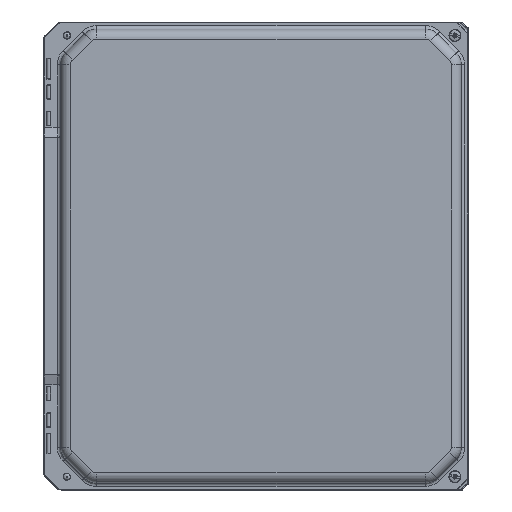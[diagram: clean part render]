
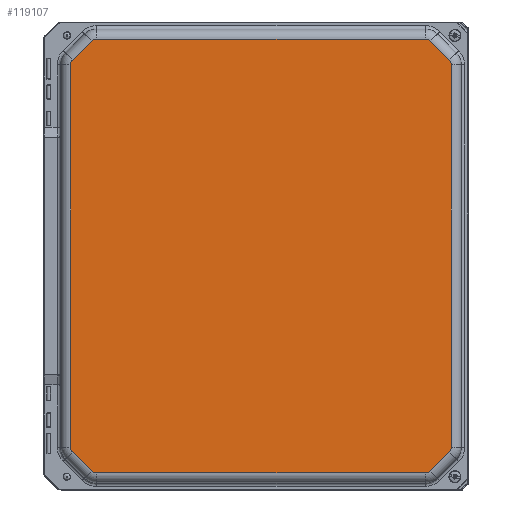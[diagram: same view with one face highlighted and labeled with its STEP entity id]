
A CAD part, top view. The second image highlights one B-rep face of the part: STEP entity #119107.
In plain terms, the highlighted planar face has unit normal (0, 0, 1).
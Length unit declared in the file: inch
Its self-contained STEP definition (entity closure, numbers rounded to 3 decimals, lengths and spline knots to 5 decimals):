
#96 = VECTOR ( 'NONE', #109522, 39.37008 ) ;
#865 = DIRECTION ( 'NONE',  ( 0., -1., 0. ) ) ;
#1439 = CARTESIAN_POINT ( 'NONE',  ( -7.0805, -7.36815, 8.34117 ) ) ;
#3727 = AXIS2_PLACEMENT_3D ( 'NONE', #81858, #110328, #100693 ) ;
#4153 = CARTESIAN_POINT ( 'NONE',  ( 7.07551, 7.35698, 8.34117 ) ) ;
#4158 = CARTESIAN_POINT ( 'NONE',  ( -6.36406, 8.07342, 8.34117 ) ) ;
#4383 = CARTESIAN_POINT ( 'NONE',  ( 6.896, -7.18865, 8.34117 ) ) ;
#4458 = CIRCLE ( 'NONE', #55288, 0.25386 ) ;
#4823 = CIRCLE ( 'NONE', #41497, 0.25386 ) ;
#5025 = CARTESIAN_POINT ( 'NONE',  ( -7.0805, 7.35698, 8.34117 ) ) ;
#5659 = CIRCLE ( 'NONE', #30283, 0.25386 ) ;
#5760 = PLANE ( 'NONE',  #61379 ) ;
#5869 = DIRECTION ( 'NONE',  ( 0., 0., 1. ) ) ;
#6521 = EDGE_CURVE ( 'NONE', #61618, #99971, #85067, .T. ) ;
#7191 = AXIS2_PLACEMENT_3D ( 'NONE', #10398, #106355, #106764 ) ;
#7278 = EDGE_CURVE ( 'NONE', #74096, #61618, #54801, .T. ) ;
#7727 = EDGE_CURVE ( 'NONE', #109580, #23524, #111466, .T. ) ;
#7958 = LINE ( 'NONE', #8041, #13890 ) ;
#8041 = CARTESIAN_POINT ( 'NONE',  ( 7.07551, 7.35698, 8.34117 ) ) ;
#10398 = CARTESIAN_POINT ( 'NONE',  ( 6.17956, 7.89391, 8.34117 ) ) ;
#10645 = DIRECTION ( 'NONE',  ( 0., -1., 0. ) ) ;
#10873 = CARTESIAN_POINT ( 'NONE',  ( 6.17956, -7.90509, 8.34117 ) ) ;
#12279 = AXIS2_PLACEMENT_3D ( 'NONE', #121210, #102005, #53820 ) ;
#12317 = DIRECTION ( 'NONE',  ( 1., 0., 0. ) ) ;
#13890 = VECTOR ( 'NONE', #83856, 39.37008 ) ;
#15579 = VERTEX_POINT ( 'NONE', #4158 ) ;
#16488 = CARTESIAN_POINT ( 'NONE',  ( 7.07551, -7.36815, 8.34117 ) ) ;
#17948 = LINE ( 'NONE', #40952, #86909 ) ;
#18047 = EDGE_CURVE ( 'NONE', #68439, #121529, #7958, .T. ) ;
#20495 = ORIENTED_EDGE ( 'NONE', *, *, #77375, .T. ) ;
#22795 = VERTEX_POINT ( 'NONE', #80359 ) ;
#23524 = VERTEX_POINT ( 'NONE', #25643 ) ;
#24180 = VECTOR ( 'NONE', #60505, 39.37008 ) ;
#25643 = CARTESIAN_POINT ( 'NONE',  ( 6.17956, -8.15894, 8.34117 ) ) ;
#30283 = AXIS2_PLACEMENT_3D ( 'NONE', #10873, #97185, #865 ) ;
#30425 = VERTEX_POINT ( 'NONE', #91184 ) ;
#30799 = ORIENTED_EDGE ( 'NONE', *, *, #116263, .T. ) ;
#31548 = ORIENTED_EDGE ( 'NONE', *, *, #6521, .T. ) ;
#32238 = CIRCLE ( 'NONE', #12279, 0.25386 ) ;
#32336 = EDGE_CURVE ( 'NONE', #99971, #60679, #76629, .T. ) ;
#34104 = CARTESIAN_POINT ( 'NONE',  ( -6.36406, 8.07342, 8.34117 ) ) ;
#34866 = CARTESIAN_POINT ( 'NONE',  ( -6.901, -7.18865, 8.34117 ) ) ;
#35183 = DIRECTION ( 'NONE',  ( 0., -1., 0. ) ) ;
#38170 = CARTESIAN_POINT ( 'NONE',  ( 6.35907, 8.07342, 8.34117 ) ) ;
#39365 = ORIENTED_EDGE ( 'NONE', *, *, #32336, .T. ) ;
#40952 = CARTESIAN_POINT ( 'NONE',  ( 6.35907, -8.08459, 8.34117 ) ) ;
#41397 = ORIENTED_EDGE ( 'NONE', *, *, #88774, .T. ) ;
#41497 = AXIS2_PLACEMENT_3D ( 'NONE', #4383, #70203, #12317 ) ;
#41871 = EDGE_CURVE ( 'NONE', #22795, #68439, #75907, .T. ) ;
#43127 = VERTEX_POINT ( 'NONE', #5025 ) ;
#43439 = FACE_OUTER_BOUND ( 'NONE', #90858, .T. ) ;
#44762 = CARTESIAN_POINT ( 'NONE',  ( -6.18456, -8.15894, 8.34117 ) ) ;
#45441 = DIRECTION ( 'NONE',  ( -0.707, -0.707, 0. ) ) ;
#48675 = ORIENTED_EDGE ( 'NONE', *, *, #7727, .T. ) ;
#49247 = CIRCLE ( 'NONE', #7191, 0.25386 ) ;
#49511 = ORIENTED_EDGE ( 'NONE', *, *, #69985, .T. ) ;
#52877 = CARTESIAN_POINT ( 'NONE',  ( 7.14986, -7.18865, 8.34117 ) ) ;
#52944 = VECTOR ( 'NONE', #95937, 39.37008 ) ;
#52992 = CIRCLE ( 'NONE', #3727, 0.25386 ) ;
#53600 = CARTESIAN_POINT ( 'NONE',  ( -6.901, 7.17747, 8.34117 ) ) ;
#53820 = DIRECTION ( 'NONE',  ( 0., -1., 0. ) ) ;
#54144 = DIRECTION ( 'NONE',  ( 1., 0., 0. ) ) ;
#54582 = EDGE_CURVE ( 'NONE', #60044, #118267, #17948, .T. ) ;
#54685 = DIRECTION ( 'NONE',  ( 1., 0., 0. ) ) ;
#54801 = LINE ( 'NONE', #86057, #101166 ) ;
#55288 = AXIS2_PLACEMENT_3D ( 'NONE', #53600, #5869, #35183 ) ;
#55312 = ORIENTED_EDGE ( 'NONE', *, *, #18047, .T. ) ;
#56361 = ORIENTED_EDGE ( 'NONE', *, *, #109259, .T. ) ;
#60044 = VERTEX_POINT ( 'NONE', #82825 ) ;
#60342 = AXIS2_PLACEMENT_3D ( 'NONE', #34866, #92284, #54144 ) ;
#60505 = DIRECTION ( 'NONE',  ( -1., 0., 0. ) ) ;
#60679 = VERTEX_POINT ( 'NONE', #114475 ) ;
#60763 = CARTESIAN_POINT ( 'NONE',  ( -7.15485, -7.18865, 8.34117 ) ) ;
#61379 = AXIS2_PLACEMENT_3D ( 'NONE', #92455, #120037, #72829 ) ;
#61618 = VERTEX_POINT ( 'NONE', #60763 ) ;
#62701 = DIRECTION ( 'NONE',  ( 0., 0., 1. ) ) ;
#64654 = CARTESIAN_POINT ( 'NONE',  ( -0.0025, -8.15894, 8.34117 ) ) ;
#68403 = ORIENTED_EDGE ( 'NONE', *, *, #7278, .T. ) ;
#68439 = VERTEX_POINT ( 'NONE', #4153 ) ;
#69720 = CARTESIAN_POINT ( 'NONE',  ( -0.0025, 8.14777, 8.34117 ) ) ;
#69985 = EDGE_CURVE ( 'NONE', #121736, #15579, #32238, .T. ) ;
#70203 = DIRECTION ( 'NONE',  ( 0., 0., 1. ) ) ;
#70286 = DIRECTION ( 'NONE',  ( 0.707, 0.707, 0. ) ) ;
#70617 = LINE ( 'NONE', #69720, #24180 ) ;
#72253 = CARTESIAN_POINT ( 'NONE',  ( -7.0805, -7.36815, 8.34117 ) ) ;
#72829 = DIRECTION ( 'NONE',  ( 1., 0., 0. ) ) ;
#74096 = VERTEX_POINT ( 'NONE', #115078 ) ;
#74235 = CARTESIAN_POINT ( 'NONE',  ( -6.18456, 8.14777, 8.34117 ) ) ;
#75907 = CIRCLE ( 'NONE', #100105, 0.25386 ) ;
#75949 = CARTESIAN_POINT ( 'NONE',  ( 7.14986, -0.00559, 8.34117 ) ) ;
#76629 = LINE ( 'NONE', #72253, #96 ) ;
#77375 = EDGE_CURVE ( 'NONE', #123162, #22795, #91893, .T. ) ;
#80015 = VECTOR ( 'NONE', #92681, 39.37008 ) ;
#80227 = ORIENTED_EDGE ( 'NONE', *, *, #81683, .T. ) ;
#80359 = CARTESIAN_POINT ( 'NONE',  ( 7.14986, 7.17747, 8.34117 ) ) ;
#81534 = VECTOR ( 'NONE', #45441, 39.37008 ) ;
#81683 = EDGE_CURVE ( 'NONE', #30425, #121736, #70617, .T. ) ;
#81858 = CARTESIAN_POINT ( 'NONE',  ( -6.18456, -7.90509, 8.34117 ) ) ;
#82825 = CARTESIAN_POINT ( 'NONE',  ( 6.35907, -8.08459, 8.34117 ) ) ;
#83856 = DIRECTION ( 'NONE',  ( -0.707, 0.707, 0. ) ) ;
#85067 = CIRCLE ( 'NONE', #60342, 0.25386 ) ;
#85989 = ORIENTED_EDGE ( 'NONE', *, *, #100027, .T. ) ;
#86057 = CARTESIAN_POINT ( 'NONE',  ( -7.15485, -0.00559, 8.34117 ) ) ;
#86909 = VECTOR ( 'NONE', #70286, 39.37008 ) ;
#88774 = EDGE_CURVE ( 'NONE', #15579, #43127, #110022, .T. ) ;
#90858 = EDGE_LOOP ( 'NONE', ( #31548, #39365, #85989, #48675, #56361, #110415, #113724, #20495, #100668, #55312, #95473, #80227, #49511, #41397, #30799, #68403 ) ) ;
#91184 = CARTESIAN_POINT ( 'NONE',  ( 6.17956, 8.14777, 8.34117 ) ) ;
#91893 = LINE ( 'NONE', #75949, #52944 ) ;
#92284 = DIRECTION ( 'NONE',  ( 0., 0., 1. ) ) ;
#92455 = CARTESIAN_POINT ( 'NONE',  ( -0.0025, -0.00559, 8.34117 ) ) ;
#92681 = DIRECTION ( 'NONE',  ( 1., 0., 0. ) ) ;
#95473 = ORIENTED_EDGE ( 'NONE', *, *, #116556, .T. ) ;
#95937 = DIRECTION ( 'NONE',  ( 0., 1., 0. ) ) ;
#97185 = DIRECTION ( 'NONE',  ( 0., 0., 1. ) ) ;
#99971 = VERTEX_POINT ( 'NONE', #1439 ) ;
#100027 = EDGE_CURVE ( 'NONE', #60679, #109580, #52992, .T. ) ;
#100105 = AXIS2_PLACEMENT_3D ( 'NONE', #119957, #62701, #54685 ) ;
#100668 = ORIENTED_EDGE ( 'NONE', *, *, #41871, .T. ) ;
#100693 = DIRECTION ( 'NONE',  ( 1., 0., 0. ) ) ;
#101166 = VECTOR ( 'NONE', #10645, 39.37008 ) ;
#102005 = DIRECTION ( 'NONE',  ( 0., 0., 1. ) ) ;
#106355 = DIRECTION ( 'NONE',  ( 0., 0., 1. ) ) ;
#106764 = DIRECTION ( 'NONE',  ( 1., 0., 0. ) ) ;
#107592 = EDGE_CURVE ( 'NONE', #118267, #123162, #4823, .T. ) ;
#109259 = EDGE_CURVE ( 'NONE', #23524, #60044, #5659, .T. ) ;
#109522 = DIRECTION ( 'NONE',  ( 0.707, -0.707, 0. ) ) ;
#109580 = VERTEX_POINT ( 'NONE', #44762 ) ;
#110022 = LINE ( 'NONE', #34104, #81534 ) ;
#110328 = DIRECTION ( 'NONE',  ( 0., 0., 1. ) ) ;
#110415 = ORIENTED_EDGE ( 'NONE', *, *, #54582, .T. ) ;
#111466 = LINE ( 'NONE', #64654, #80015 ) ;
#113724 = ORIENTED_EDGE ( 'NONE', *, *, #107592, .T. ) ;
#114475 = CARTESIAN_POINT ( 'NONE',  ( -6.36406, -8.08459, 8.34117 ) ) ;
#115078 = CARTESIAN_POINT ( 'NONE',  ( -7.15485, 7.17747, 8.34117 ) ) ;
#116263 = EDGE_CURVE ( 'NONE', #43127, #74096, #4458, .T. ) ;
#116556 = EDGE_CURVE ( 'NONE', #121529, #30425, #49247, .T. ) ;
#118267 = VERTEX_POINT ( 'NONE', #16488 ) ;
#119107 = ADVANCED_FACE ( 'NONE', ( #43439 ), #5760, .T. ) ;
#119957 = CARTESIAN_POINT ( 'NONE',  ( 6.896, 7.17747, 8.34117 ) ) ;
#120037 = DIRECTION ( 'NONE',  ( 0., 0., 1. ) ) ;
#121210 = CARTESIAN_POINT ( 'NONE',  ( -6.18456, 7.89391, 8.34117 ) ) ;
#121529 = VERTEX_POINT ( 'NONE', #38170 ) ;
#121736 = VERTEX_POINT ( 'NONE', #74235 ) ;
#123162 = VERTEX_POINT ( 'NONE', #52877 ) ;
